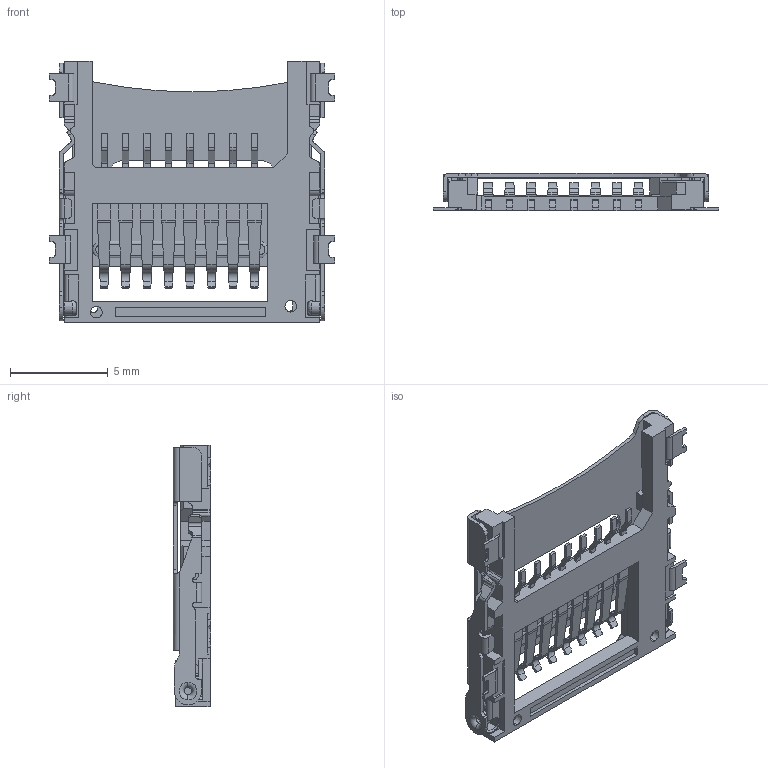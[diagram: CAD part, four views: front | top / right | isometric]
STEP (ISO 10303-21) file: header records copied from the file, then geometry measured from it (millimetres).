
FILE_DESCRIPTION((''),'2;1');
FILE_NAME('GTFH081X1YHR','2019-09-23T',('KumarP'),('AFCI'),'CREO PARAMETRIC BY PTC INC, 2016130','CREO PARAMETRIC BY PTC INC, 2016130','');
FILE_SCHEMA(('CONFIG_CONTROL_DESIGN'));
Length unit declared in the file: millimetre
Products named in the file (1): GTFH081X1YHR
Bounding box: 14.6 x 1.91 x 13.4 mm (x, y, z)
Volume: 99.4 mm3; surface area: 666.3 mm2
Topology: 1 solids, 1 shells, 1075 faces, 2950 edges, 1905 vertices
Faces by surface type: plane 616, cylinder 232, extrusion 152, bspline 56, torus 19
Entity records: 36732 total; most frequent: CARTESIAN_POINT 10210, ORIENTED_EDGE 5900, DIRECTION 4754, EDGE_CURVE 2950, VECTOR 2200, LINE 2048, VERTEX_POINT 1905, AXIS2_PLACEMENT_3D 1277
